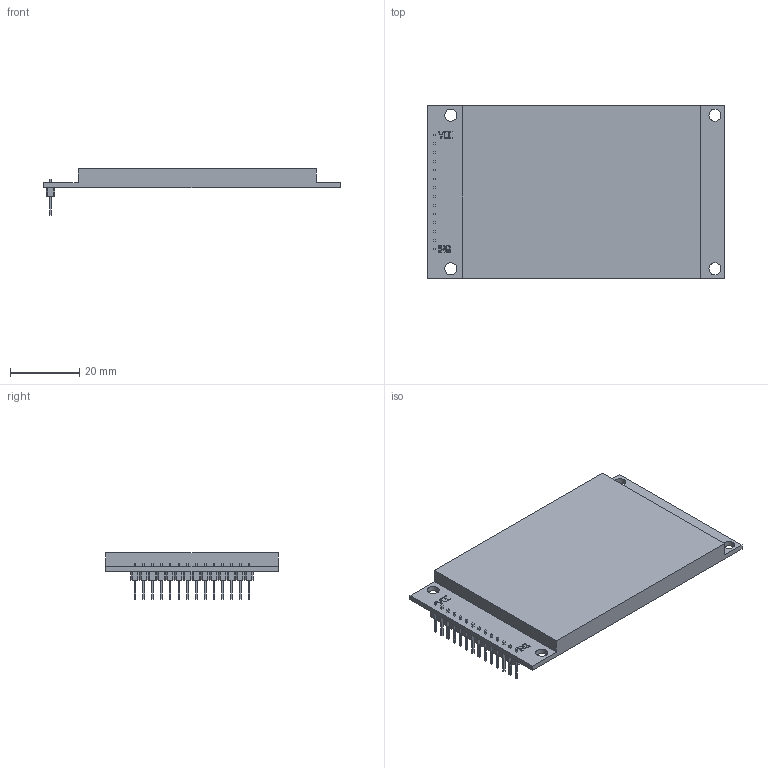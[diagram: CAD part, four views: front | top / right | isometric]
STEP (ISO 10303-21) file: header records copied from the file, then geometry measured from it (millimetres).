
FILE_DESCRIPTION(('STEP AP214'), '1');
FILE_NAME('tft-3inch2', '', ('UNSPECIFIED'), ('UNSPECIFIED'), 'ASCON STEP Converter 1.3', 'ASCON Math Kernel', '');
FILE_SCHEMA(('AUTOMOTIVE_DESIGN { 1 0 10303 214 3 1 1}'));
Length unit declared in the file: millimetre
Bounding box: 86 x 50 x 13.5 mm (x, y, z)
Volume: 20422.9 mm3; surface area: 10350.7 mm2
Topology: 1 solids, 1 shells, 480 faces, 1323 edges, 882 vertices
Faces by surface type: plane 369, cylinder 111
Full cylindrical faces by diameter (mm): 3.5 x4
Entity records: 19049 total; most frequent: CARTESIAN_POINT 2682, ORIENTED_EDGE 2638, DIRECTION 2503, EDGE_CURVE 1319, LINE 1097, VECTOR 1097, VERTEX_POINT 882, AXIS2_PLACEMENT_3D 703
